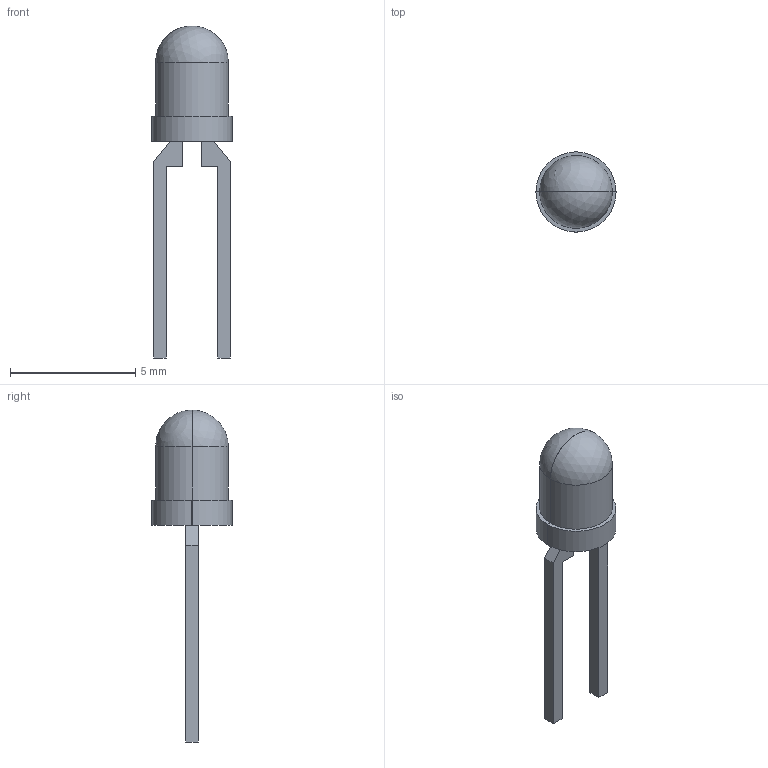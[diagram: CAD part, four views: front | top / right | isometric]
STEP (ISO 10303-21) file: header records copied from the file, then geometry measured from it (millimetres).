
FILE_DESCRIPTION(/* description */ (''),/* implementation_level */ '2;1');
FILE_NAME(/* name */ 'LED_KINGBRIGHT_L-937EGW.stp',/* time_stamp */ '2017-09-26T08:28:56+02:00',/* author */ ('jchouvet'),/* organization */ (''),/* preprocessor_version */ 'ST-DEVELOPER v16.1',/* originating_system */ 'AutoCAD Mechanical',/* authorisation */ '');
FILE_SCHEMA (('AUTOMOTIVE_DESIGN { 1 0 10303 214 3 1 1 }'));
Length unit declared in the file: millimetre
Products named in the file (1): Product
Bounding box: 3.2 x 3.2 x 13.25 mm (x, y, z)
Volume: 33.4 mm3; surface area: 142.3 mm2
Topology: 8 solids, 8 shells, 40 faces, 75 edges, 50 vertices
Faces by surface type: plane 34, cylinder 4, sphere 2
Entity records: 1007 total; most frequent: DIRECTION 166, CARTESIAN_POINT 161, ORIENTED_EDGE 144, EDGE_CURVE 72, LINE 60, VECTOR 60, AXIS2_PLACEMENT_3D 53, VERTEX_POINT 48
